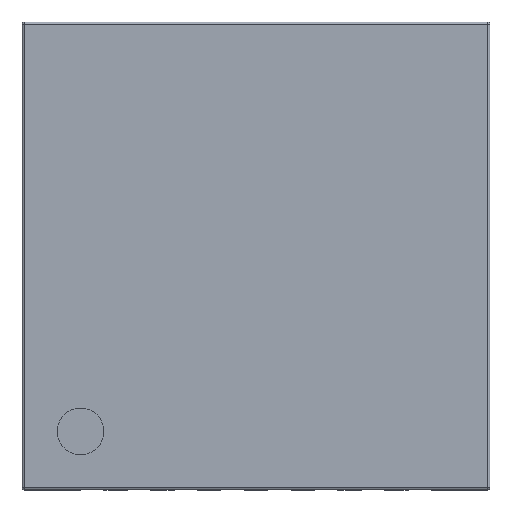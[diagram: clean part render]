
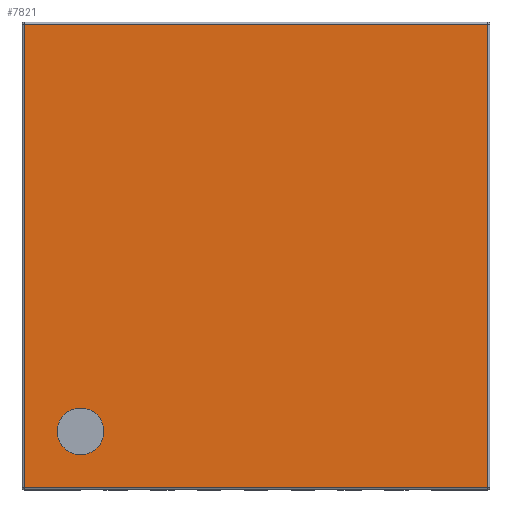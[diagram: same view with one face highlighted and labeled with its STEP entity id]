
A CAD part, top view. The second image highlights one B-rep face of the part: STEP entity #7821.
In plain terms, the highlighted planar face has unit normal (0, 0, 1).
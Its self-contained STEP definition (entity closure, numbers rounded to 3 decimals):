
#235=FACE_BOUND('',#1054,.T.);
#261=PLANE('',#8477);
#622=FACE_OUTER_BOUND('',#1053,.T.);
#1053=EDGE_LOOP('',(#5956,#5957,#5958,#5959));
#1054=EDGE_LOOP('',(#5960));
#1683=LINE('',#12139,#2555);
#1686=LINE('',#12151,#2558);
#1688=LINE('',#12154,#2560);
#1690=LINE('',#12157,#2562);
#2555=VECTOR('',#9718,10.);
#2558=VECTOR('',#9733,10.);
#2560=VECTOR('',#9737,10.);
#2562=VECTOR('',#9741,10.);
#3371=CIRCLE('',#8478,0.25);
#3832=VERTEX_POINT('',#12099);
#3839=VERTEX_POINT('',#12123);
#3842=VERTEX_POINT('',#12132);
#3844=VERTEX_POINT('',#12142);
#3852=VERTEX_POINT('',#12181);
#4660=EDGE_CURVE('',#3832,#3842,#1683,.T.);
#4666=EDGE_CURVE('',#3842,#3844,#1686,.T.);
#4668=EDGE_CURVE('',#3844,#3839,#1688,.T.);
#4670=EDGE_CURVE('',#3839,#3832,#1690,.T.);
#4682=EDGE_CURVE('',#3852,#3852,#3371,.T.);
#5956=ORIENTED_EDGE('',*,*,#4660,.F.);
#5957=ORIENTED_EDGE('',*,*,#4670,.F.);
#5958=ORIENTED_EDGE('',*,*,#4668,.F.);
#5959=ORIENTED_EDGE('',*,*,#4666,.F.);
#5960=ORIENTED_EDGE('',*,*,#4682,.T.);
#7821=ADVANCED_FACE('',(#622,#235),#261,.T.);
#8477=AXIS2_PLACEMENT_3D('',#12180,#9765,#9766);
#8478=AXIS2_PLACEMENT_3D('',#12182,#9767,#9768);
#9718=DIRECTION('',(0.,-1.,0.));
#9733=DIRECTION('',(-1.,0.,0.));
#9737=DIRECTION('',(0.,1.,0.));
#9741=DIRECTION('',(1.,0.,0.));
#9765=DIRECTION('center_axis',(0.,0.,1.));
#9766=DIRECTION('ref_axis',(1.,0.,0.));
#9767=DIRECTION('center_axis',(0.,0.,-1.));
#9768=DIRECTION('ref_axis',(-1.,0.,0.));
#12099=CARTESIAN_POINT('',(2.475,2.475,0.8));
#12123=CARTESIAN_POINT('',(-2.475,2.475,0.8));
#12132=CARTESIAN_POINT('',(2.475,-2.475,0.8));
#12139=CARTESIAN_POINT('',(2.475,-1.25,0.8));
#12142=CARTESIAN_POINT('',(-2.475,-2.475,0.8));
#12151=CARTESIAN_POINT('',(-1.25,-2.475,0.8));
#12154=CARTESIAN_POINT('',(-2.475,1.25,0.8));
#12157=CARTESIAN_POINT('',(1.25,2.475,0.8));
#12180=CARTESIAN_POINT('Origin',(0.,0.,0.8));
#12181=CARTESIAN_POINT('',(-1.625,-1.875,0.8));
#12182=CARTESIAN_POINT('Origin',(-1.875,-1.875,0.8));
